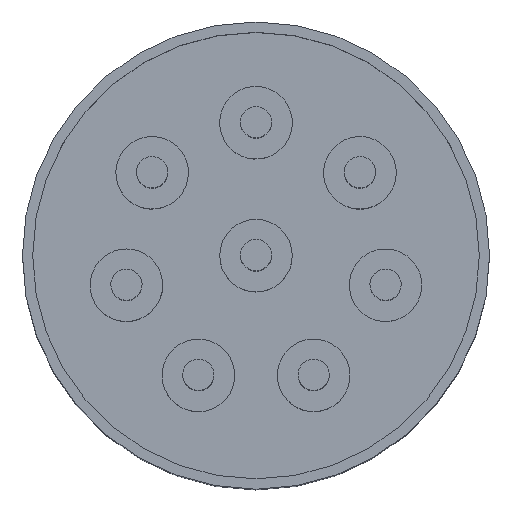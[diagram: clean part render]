
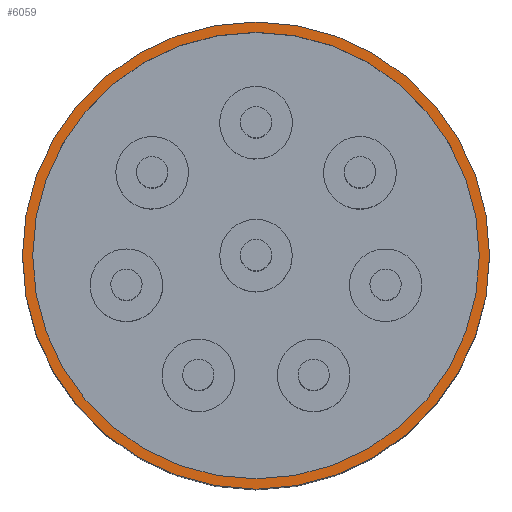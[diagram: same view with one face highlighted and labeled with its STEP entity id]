
A CAD part, top view. The second image highlights one B-rep face of the part: STEP entity #6059.
In plain terms, the highlighted planar face has unit normal (0, 0, 1).
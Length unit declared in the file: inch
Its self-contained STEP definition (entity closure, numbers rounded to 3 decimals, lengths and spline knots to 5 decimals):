
#654 = CARTESIAN_POINT ( 'NONE',  ( 0., 0., 0.75 ) ) ;
#657 = PLANE ( 'NONE',  #2734 ) ;
#660 = DIRECTION ( 'NONE',  ( 0., 0., 1. ) ) ;
#661 = DIRECTION ( 'NONE',  ( 1., 0., 0. ) ) ;
#1076 = CARTESIAN_POINT ( 'NONE',  ( -0.3735, 0., 0.75 ) ) ;
#1086 = CARTESIAN_POINT ( 'NONE',  ( 0.357, 0., 0.75 ) ) ;
#1505 = ORIENTED_EDGE ( 'NONE', *, *, #5381, .F. ) ;
#1510 = ORIENTED_EDGE ( 'NONE', *, *, #5402, .T. ) ;
#1523 = ORIENTED_EDGE ( 'NONE', *, *, #5263, .T. ) ;
#1528 = ORIENTED_EDGE ( 'NONE', *, *, #5249, .F. ) ;
#2734 = AXIS2_PLACEMENT_3D ( 'NONE', #654, #660, #661 ) ;
#2948 = CIRCLE ( 'NONE', #6662, 0.357 ) ;
#2966 = CIRCLE ( 'NONE', #6670, 0.3735 ) ;
#3144 = CIRCLE ( 'NONE', #6734, 0.357 ) ;
#3166 = CIRCLE ( 'NONE', #6754, 0.3735 ) ;
#3425 = FACE_BOUND ( 'NONE', #6176, .T. ) ;
#3433 = FACE_OUTER_BOUND ( 'NONE', #6233, .T. ) ;
#3911 = CARTESIAN_POINT ( 'NONE',  ( -0.357, 0., 0.75 ) ) ;
#3939 = CARTESIAN_POINT ( 'NONE',  ( 0., 0., 0.75 ) ) ;
#3940 = DIRECTION ( 'NONE',  ( 0., 0., 1. ) ) ;
#3941 = DIRECTION ( 'NONE',  ( 1., 0., 0. ) ) ;
#3974 = CARTESIAN_POINT ( 'NONE',  ( 0., 0., 0.75 ) ) ;
#3975 = DIRECTION ( 'NONE',  ( 0., 0., 1. ) ) ;
#3976 = DIRECTION ( 'NONE',  ( 1., 0., 0. ) ) ;
#4863 = CARTESIAN_POINT ( 'NONE',  ( 0., 0., 0.75 ) ) ;
#4864 = DIRECTION ( 'NONE',  ( 0., 0., 1. ) ) ;
#4865 = DIRECTION ( 'NONE',  ( 1., 0., 0. ) ) ;
#4933 = CARTESIAN_POINT ( 'NONE',  ( 0., 0., 0.75 ) ) ;
#4934 = DIRECTION ( 'NONE',  ( 0., 0., 1. ) ) ;
#4935 = DIRECTION ( 'NONE',  ( 1., 0., 0. ) ) ;
#5014 = CARTESIAN_POINT ( 'NONE',  ( 0.3735, 0., 0.75 ) ) ;
#5215 = VERTEX_POINT ( 'NONE', #3911 ) ;
#5249 = EDGE_CURVE ( 'NONE', #5215, #7242, #2948, .T. ) ;
#5263 = EDGE_CURVE ( 'NONE', #5469, #7198, #2966, .T. ) ;
#5381 = EDGE_CURVE ( 'NONE', #7242, #5215, #3144, .T. ) ;
#5402 = EDGE_CURVE ( 'NONE', #7198, #5469, #3166, .T. ) ;
#5469 = VERTEX_POINT ( 'NONE', #5014 ) ;
#6059 = ADVANCED_FACE ( 'NONE', ( #3425, #3433 ), #657, .T. ) ;
#6176 = EDGE_LOOP ( 'NONE', ( #1505, #1528 ) ) ;
#6233 = EDGE_LOOP ( 'NONE', ( #1510, #1523 ) ) ;
#6662 = AXIS2_PLACEMENT_3D ( 'NONE', #3939, #3940, #3941 ) ;
#6670 = AXIS2_PLACEMENT_3D ( 'NONE', #3974, #3975, #3976 ) ;
#6734 = AXIS2_PLACEMENT_3D ( 'NONE', #4863, #4864, #4865 ) ;
#6754 = AXIS2_PLACEMENT_3D ( 'NONE', #4933, #4934, #4935 ) ;
#7198 = VERTEX_POINT ( 'NONE', #1076 ) ;
#7242 = VERTEX_POINT ( 'NONE', #1086 ) ;
